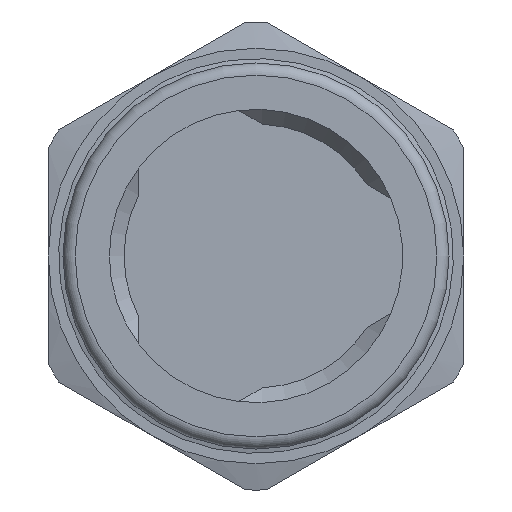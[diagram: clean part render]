
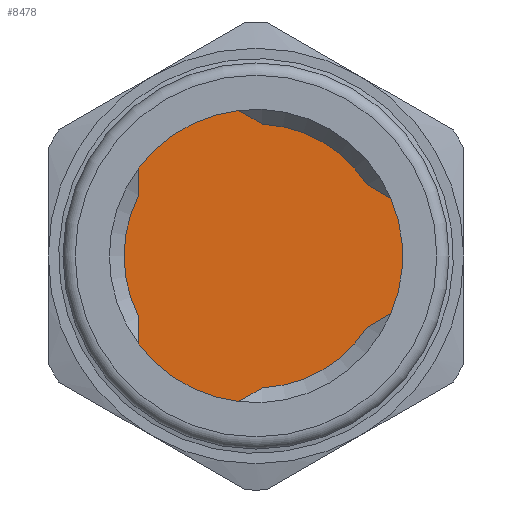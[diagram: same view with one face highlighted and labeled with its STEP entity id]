
A CAD part, left-side view. The second image highlights one B-rep face of the part: STEP entity #8478.
In plain terms, the highlighted planar face has unit normal (-1, 0, 0).
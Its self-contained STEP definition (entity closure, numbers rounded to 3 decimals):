
#437=PLANE('',#8914);
#1468=FACE_OUTER_BOUND('',#1958,.T.);
#1958=EDGE_LOOP('',(#7505,#7506));
#2140=CIRCLE('',#8912,6.15);
#2141=CIRCLE('',#8913,6.15);
#3863=VERTEX_POINT('',#63591);
#3864=VERTEX_POINT('',#63593);
#5080=EDGE_CURVE('',#3864,#3863,#2140,.T.);
#5081=EDGE_CURVE('',#3863,#3864,#2141,.T.);
#7505=ORIENTED_EDGE('',*,*,#5080,.T.);
#7506=ORIENTED_EDGE('',*,*,#5081,.T.);
#8478=ADVANCED_FACE('',(#1468),#437,.T.);
#8912=AXIS2_PLACEMENT_3D('',#63594,#10192,#10193);
#8913=AXIS2_PLACEMENT_3D('',#63595,#10194,#10195);
#8914=AXIS2_PLACEMENT_3D('',#63596,#10196,#10197);
#10192=DIRECTION('center_axis',(-1.,0.,0.));
#10193=DIRECTION('ref_axis',(0.,-1.,0.));
#10194=DIRECTION('center_axis',(-1.,0.,0.));
#10195=DIRECTION('ref_axis',(0.,-1.,0.));
#10196=DIRECTION('center_axis',(-1.,0.,0.));
#10197=DIRECTION('ref_axis',(0.,0.,1.));
#63591=CARTESIAN_POINT('',(10.,6.15,0.));
#63593=CARTESIAN_POINT('',(10.,-6.15,0.));
#63594=CARTESIAN_POINT('Origin',(10.,0.,0.));
#63595=CARTESIAN_POINT('Origin',(10.,0.,0.));
#63596=CARTESIAN_POINT('Origin',(10.,-5.475,0.));
